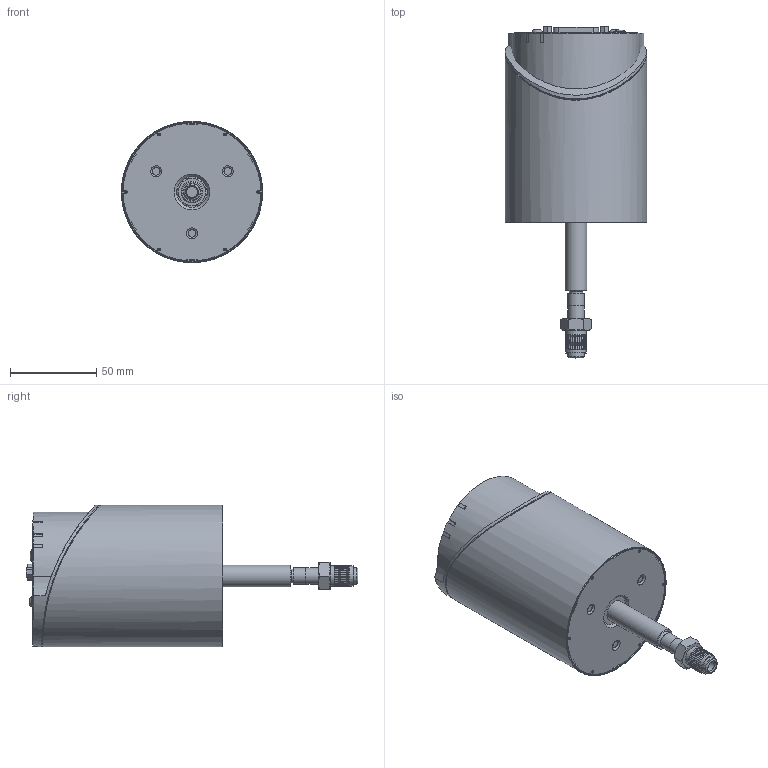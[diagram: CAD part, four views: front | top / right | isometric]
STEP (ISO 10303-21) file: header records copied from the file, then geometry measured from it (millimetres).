
FILE_DESCRIPTION(/* description */ (''),/* implementation_level */ '2;1');
FILE_NAME(/* name */ '4 VCR male EtherCAT Gen2.stp',/* time_stamp */ '2023-01-30T13:27:25+01:00',/* author */ ('cons002'),/* organization */ (''),/* preprocessor_version */ 'ST-DEVELOPER v18.1',/* originating_system */ 'Autodesk Inventor 2021',/* authorisation */ '');
FILE_SCHEMA (('AUTOMOTIVE_DESIGN { 1 0 10303 214 3 1 1 }'));
Length unit declared in the file: millimetre
Products named in the file (1): Bauteil34
Bounding box: 82 x 192.77 x 82 mm (x, y, z)
Volume: 567478 mm3; surface area: 60164.9 mm2
Topology: 1 solids, 10 shells, 2831 faces, 7737 edges, 5021 vertices
Faces by surface type: plane 1680, cylinder 543, bspline 488, cone 64, torus 29, sphere 27
Full cylindrical faces by diameter (mm): 1 x20, 1.5 x2, 2.156 x2, 2.5 x1, 2.6 x1, 2.8 x2, 2.845 x2, 2.9 x2, 3 x5, 3.2 x4, 3.4 x2, 3.5 x7, 3.8 x2, 4 x3, 4.467 x1, 4.5 x1, 5.7 x2, 6.35 x1, 7 x1, 7.874 x1, 7.9 x1, 9.5 x1, 9.525 x1, 9.6 x1, 9.906 x2, 10.2 x1, 10.6 x1, 11.5 x1, 11.7 x1, 11.783 x13
Entity records: 98989 total; most frequent: CARTESIAN_POINT 26425, ORIENTED_EDGE 15438, DIRECTION 12632, EDGE_CURVE 7719, LINE 5314, VECTOR 5314, VERTEX_POINT 5021, AXIS2_PLACEMENT_3D 3659
